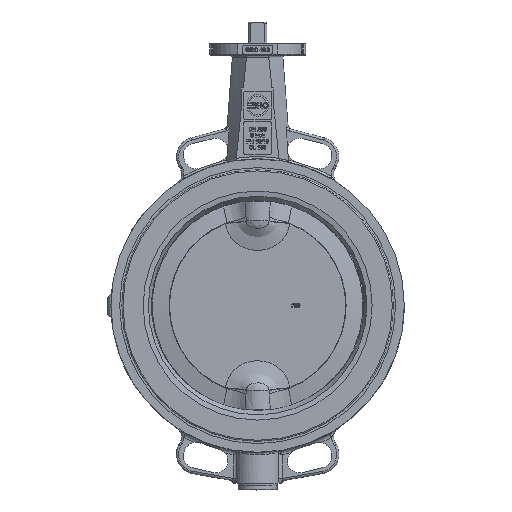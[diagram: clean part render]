
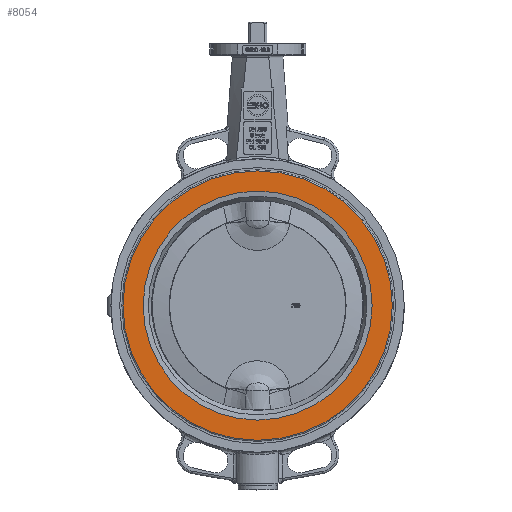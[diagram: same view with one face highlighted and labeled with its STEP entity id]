
A CAD part, top view. The second image highlights one B-rep face of the part: STEP entity #8054.
In plain terms, the highlighted planar face has unit normal (0, 0, 1).
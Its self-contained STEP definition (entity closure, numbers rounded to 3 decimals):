
#8003=CARTESIAN_POINT('',(123.5,2.5,30.0));
#8004=VERTEX_POINT('',#8003);
#8005=CARTESIAN_POINT('',(0.,2.5,30.));
#8006=DIRECTION('',(0.0,0.0,-1.0));
#8007=DIRECTION('',(-1.0,0.0,0.0));
#8008=AXIS2_PLACEMENT_3D('',#8005,#8006,#8007);
#8009=CIRCLE('',#8008,123.5);
#8010=EDGE_CURVE('',#8004,#8004,#8009,.T.);
#8035=CARTESIAN_POINT('',(114.75,2.5,30.0));
#8036=DIRECTION('',(0.0,0.0,1.0));
#8037=DIRECTION('',(0.0,1.0,0.0));
#8038=AXIS2_PLACEMENT_3D('',#8035,#8036,#8037);
#8039=PLANE('',#8038);
#8040=ORIENTED_EDGE('',*,*,#8010,.F.);
#8041=EDGE_LOOP('',(#8040));
#8042=FACE_OUTER_BOUND('',#8041,.T.);
#8043=CARTESIAN_POINT('',(105.0,2.5,30.));
#8044=VERTEX_POINT('',#8043);
#8045=CARTESIAN_POINT('',(0.,2.5,30.));
#8046=DIRECTION('',(0.0,0.0,1.0));
#8047=DIRECTION('',(1.0,0.0,0.0));
#8048=AXIS2_PLACEMENT_3D('',#8045,#8046,#8047);
#8049=CIRCLE('',#8048,105.0);
#8050=EDGE_CURVE('',#8044,#8044,#8049,.T.);
#8051=ORIENTED_EDGE('',*,*,#8050,.F.);
#8052=EDGE_LOOP('',(#8051));
#8053=FACE_BOUND('',#8052,.T.);
#8054=ADVANCED_FACE('',(#8042,#8053),#8039,.T.);
